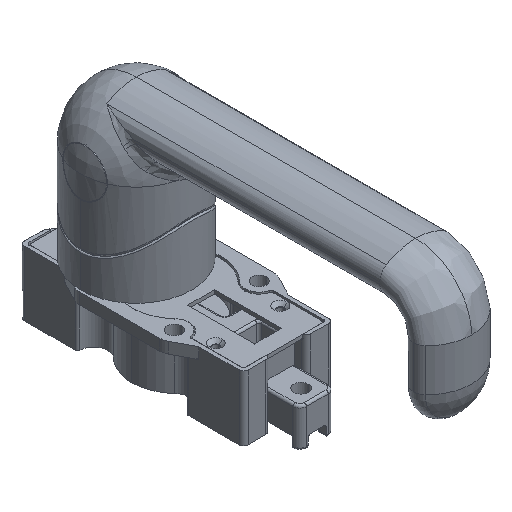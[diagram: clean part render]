
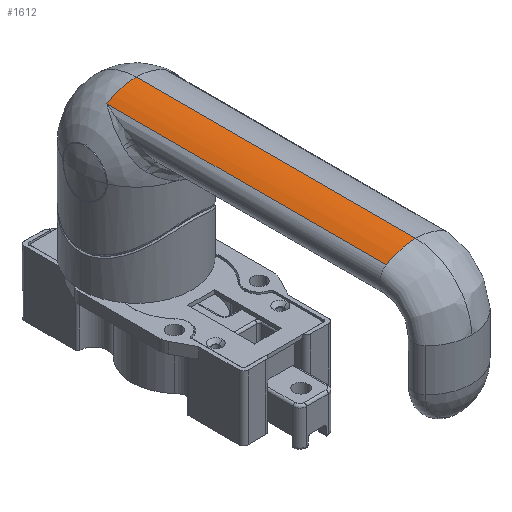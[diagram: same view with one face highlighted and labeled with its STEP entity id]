
A CAD part, isometric view. The second image highlights one B-rep face of the part: STEP entity #1612.
In plain terms, the highlighted cylindrical face has radius 25 mm (diameter 50 mm), a partial arc.
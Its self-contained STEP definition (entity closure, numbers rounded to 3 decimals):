
#134 = CARTESIAN_POINT ( 'NONE',  ( -9.061, -125., 23.414 ) ) ;
#275 = AXIS2_PLACEMENT_3D ( 'NONE', #1450, #10420, #14153 ) ;
#1450 = CARTESIAN_POINT ( 'NONE',  ( 0., -125., 0. ) ) ;
#1612 = ADVANCED_FACE ( 'NONE', ( #12324 ), #11740, .T. ) ;
#1967 = CARTESIAN_POINT ( 'NONE',  ( -2.309, -125., 25. ) ) ;
#2832 = EDGE_CURVE ( 'NONE', #11948, #9963, #7440, .T. ) ;
#3472 = EDGE_CURVE ( 'NONE', #21536, #9963, #12252, .T. ) ;
#4569 = ORIENTED_EDGE ( 'NONE', *, *, #3472, .F. ) ;
#4878 = EDGE_CURVE ( 'NONE', #18393, #21536, #11278, .T. ) ;
#5567 = CARTESIAN_POINT ( 'NONE',  ( -13.158, 0., 21.257 ) ) ;
#5877 = DIRECTION ( 'NONE',  ( 0., 1., 0. ) ) ;
#6461 = CARTESIAN_POINT ( 'NONE',  ( 0., 0., 0. ) ) ;
#6877 = VECTOR ( 'NONE', #5877, 1000. ) ;
#7331 = AXIS2_PLACEMENT_3D ( 'NONE', #6461, #19169, #8285 ) ;
#7440 = LINE ( 'NONE', #20317, #6877 ) ;
#7952 = CARTESIAN_POINT ( 'NONE',  ( -13.158, -125., 21.257 ) ) ;
#8285 = DIRECTION ( 'NONE',  ( 0., 0., 1. ) ) ;
#8976 = ORIENTED_EDGE ( 'NONE', *, *, #13755, .T. ) ;
#9196 = CARTESIAN_POINT ( 'NONE',  ( -13.158, -125., 21.257 ) ) ;
#9631 = CARTESIAN_POINT ( 'NONE',  ( 0., -125., 25. ) ) ;
#9643 = B_SPLINE_CURVE_WITH_KNOTS ( 'NONE', 3,
 ( #9196, #21899, #134, #12836, #1967, #14666 ),
 .UNSPECIFIED., .F., .F.,
 ( 4, 2, 4 ),
 ( 0., 0.25, 0.5 ),
 .UNSPECIFIED. ) ;
#9963 = VERTEX_POINT ( 'NONE', #20472 ) ;
#10034 = CARTESIAN_POINT ( 'NONE',  ( -13.158, -125., 21.257 ) ) ;
#10420 = DIRECTION ( 'NONE',  ( 0., 1., 0. ) ) ;
#11278 = LINE ( 'NONE', #7952, #20363 ) ;
#11740 = CYLINDRICAL_SURFACE ( 'NONE', #275, 25. ) ;
#11948 = VERTEX_POINT ( 'NONE', #9631 ) ;
#12252 = CIRCLE ( 'NONE', #7331, 25. ) ;
#12324 = FACE_OUTER_BOUND ( 'NONE', #21383, .T. ) ;
#12836 = CARTESIAN_POINT ( 'NONE',  ( -4.619, -125., 24.678 ) ) ;
#13755 = EDGE_CURVE ( 'NONE', #18393, #11948, #9643, .T. ) ;
#14153 = DIRECTION ( 'NONE',  ( 0., 0., 1. ) ) ;
#14666 = CARTESIAN_POINT ( 'NONE',  ( 0., -125., 25. ) ) ;
#15245 = ORIENTED_EDGE ( 'NONE', *, *, #4878, .F. ) ;
#18393 = VERTEX_POINT ( 'NONE', #10034 ) ;
#18904 = DIRECTION ( 'NONE',  ( 0., 1., 0. ) ) ;
#19169 = DIRECTION ( 'NONE',  ( 0., 1., 0. ) ) ;
#20317 = CARTESIAN_POINT ( 'NONE',  ( 0., -125., 25. ) ) ;
#20363 = VECTOR ( 'NONE', #18904, 1000. ) ;
#20472 = CARTESIAN_POINT ( 'NONE',  ( 0., 0., 25. ) ) ;
#21383 = EDGE_LOOP ( 'NONE', ( #8976, #21716, #4569, #15245 ) ) ;
#21536 = VERTEX_POINT ( 'NONE', #5567 ) ;
#21716 = ORIENTED_EDGE ( 'NONE', *, *, #2832, .T. ) ;
#21899 = CARTESIAN_POINT ( 'NONE',  ( -11.194, -125., 22.473 ) ) ;
